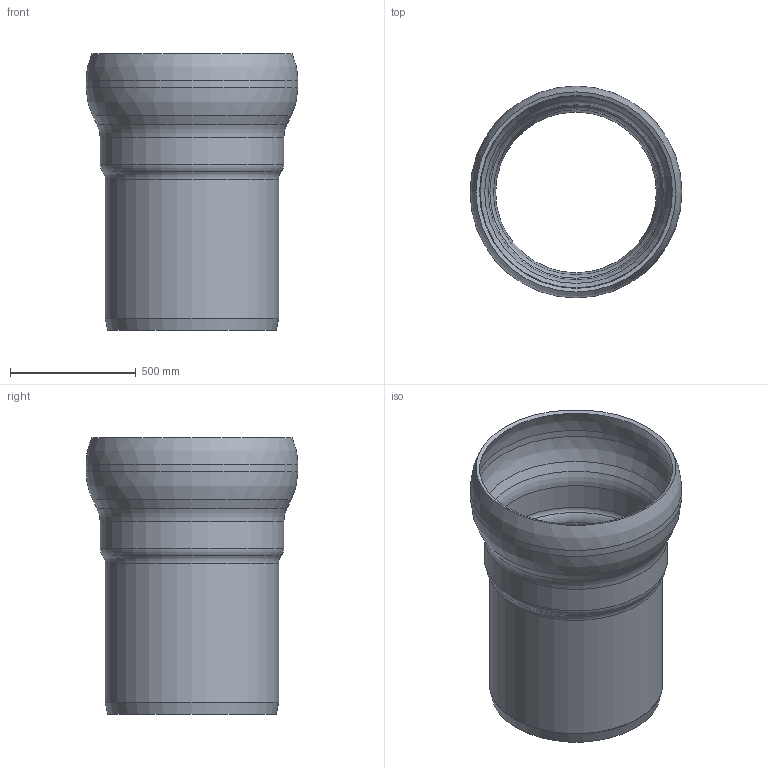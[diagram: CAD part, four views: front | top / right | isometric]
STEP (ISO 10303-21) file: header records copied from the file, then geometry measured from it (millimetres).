
FILE_DESCRIPTION(/* description */ (''),/* implementation_level */ '2;1');
FILE_NAME(/* name */ '08019.070X_3D.stp',/* time_stamp */ '2025-01-09T13:41:02+01:00',/* author */ ('c.rudolph'),/* organization */ (''),/* preprocessor_version */ 'ST-DEVELOPER v20',/* originating_system */ 'AutoCAD Mechanical',/* authorisation */ '');
FILE_SCHEMA (('AUTOMOTIVE_DESIGN { 1 0 10303 214 3 1 1 }'));
Length unit declared in the file: centimetre
Products named in the file (2): Product; *S0
Assembly tree (1 placements, depth 2):
  Product
    *S0
Bounding box: 842 x 842 x 1100 mm (x, y, z)
Volume: 40002163 mm3; surface area: 5072651.6 mm2
Topology: 1 solids, 1 shells, 24 faces, 69 edges, 46 vertices
Faces by surface type: torus 8, cylinder 6, cone 6, bspline 4
Full cylindrical faces by diameter (mm): 658 x1, 690 x1, 698 x1, 730 x1, 810 x1, 842 x1
Entity records: 977 total; most frequent: CARTESIAN_POINT 246, DIRECTION 171, ORIENTED_EDGE 136, AXIS2_PLACEMENT_3D 79, EDGE_CURVE 68, CIRCLE 56, VERTEX_POINT 44, FACE_OUTER_BOUND 24
